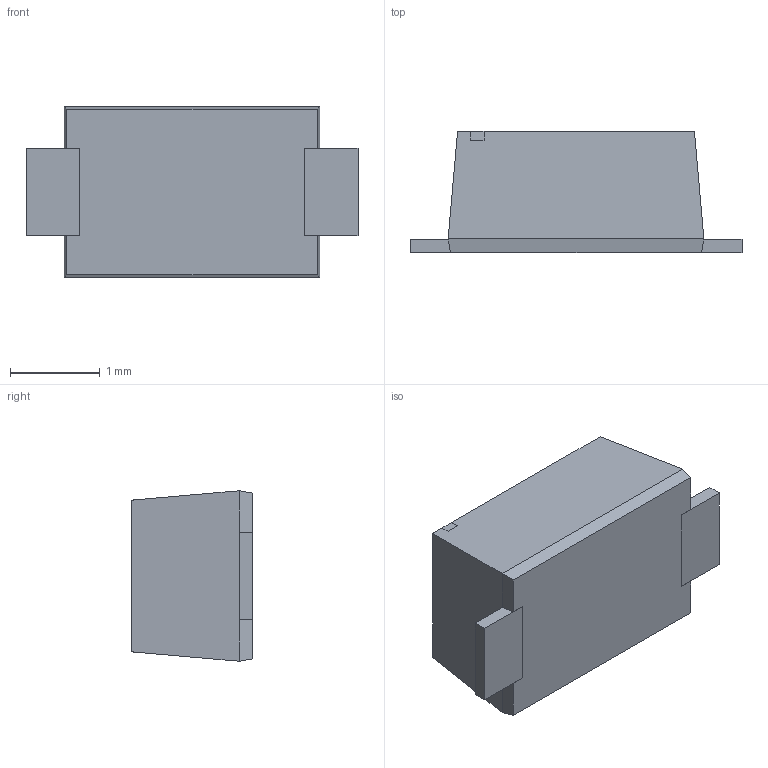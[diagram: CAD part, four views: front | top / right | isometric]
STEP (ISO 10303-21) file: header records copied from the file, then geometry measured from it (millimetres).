
FILE_DESCRIPTION (( 'STEP AP214' ), '1' );
FILE_NAME ('ES1DFL.STEP', '2022-01-21T03:47:00', ( '' ), ( '' ), 'SwSTEP 2.0', 'SolidWorks 2017', '' );
FILE_SCHEMA (( 'AUTOMOTIVE_DESIGN' ));
Length unit declared in the file: millimetre
Products named in the file (1): ES1DFL
Bounding box: 3.7 x 1.35 x 1.9 mm (x, y, z)
Volume: 6.8 mm3; surface area: 26.6 mm2
Topology: 4 solids, 4 shells, 42 faces, 94 edges, 60 vertices
Faces by surface type: plane 42
Entity records: 1195 total; most frequent: CARTESIAN_POINT 197, ORIENTED_EDGE 188, DIRECTION 180, EDGE_CURVE 94, VECTOR 94, LINE 94, VERTEX_POINT 60, AXIS2_PLACEMENT_3D 43
